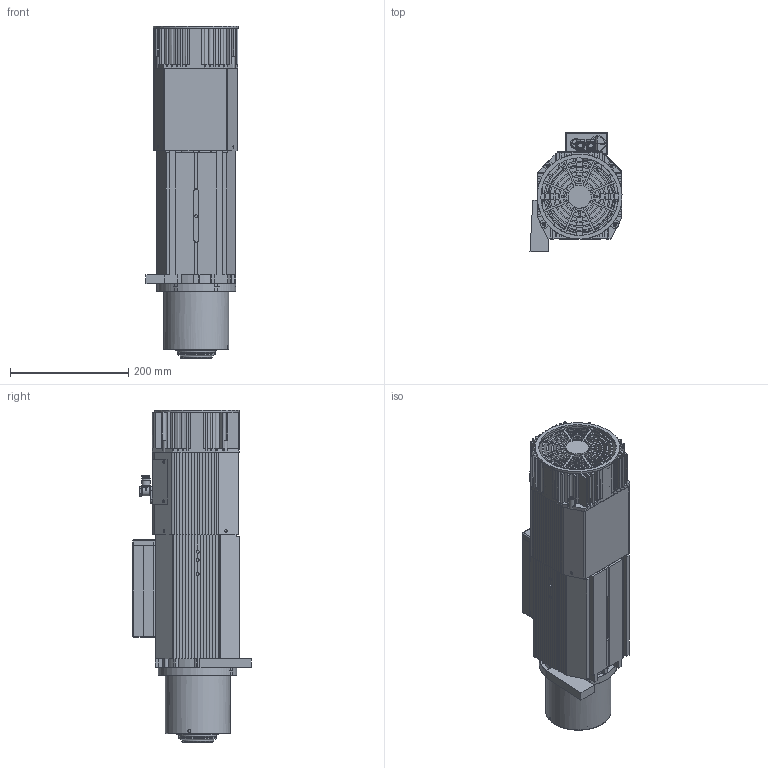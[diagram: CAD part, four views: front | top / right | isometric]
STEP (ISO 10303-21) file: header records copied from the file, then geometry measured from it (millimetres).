
FILE_DESCRIPTION(/* description */ (''),/* implementation_level */ '2;1');
FILE_NAME(/* name */ 'GDL70-24Z-12I-4 Long nose.stp',/* time_stamp */ '2021-05-10T13:53:09+08:00',/* author */ (''),/* organization */ (''),/* preprocessor_version */ 'ST-DEVELOPER v16',/* originating_system */ 'SIEMENS PLM Software NX 10.0',/* authorisation */ '');
FILE_SCHEMA (('AUTOMOTIVE_DESIGN { 1 0 10303 214 3 1 1 1 }'));
Products named in the file (19): 929jigai; 出线盒-底盒; GB-T70.1-2000,M5x10; GB-T70.1-2000,M6x20; 出线盒-锁紧盖; 出线盒-盒盖; 连接体盖板; rc1 8-4; Rc18气嘴; 风罩盖; 风罩体; 风罩连接体; 拉钉套钢球; 气嘴座; 机壳; 密封盖; 前盖; 一体端盖（长头）; 929总装
Assembly tree (20 placements, depth 2):
  929总装
    一体端盖（长头）
    前盖
    密封盖
    机壳
    气嘴座
    拉钉套钢球  x2
    风罩连接体
    风罩体
    风罩盖
    Rc18气嘴  x2
    rc1 8-4
    连接体盖板
    出线盒-盒盖
    出线盒-锁紧盖
    GB-T70.1-2000,M6x20
    GB-T70.1-2000,M5x10
    出线盒-底盒
    929jigai
Bounding box: 155.54 x 201 x 560.9 mm (x, y, z)
Volume: 3785912 mm3; surface area: 1121352.1 mm2
Topology: 22 solids, 22 shells, 2134 faces, 5934 edges, 3875 vertices
Faces by surface type: plane 1181, cylinder 686, cone 202, extrusion 31, torus 15, bspline 12, sphere 7
Full cylindrical faces by diameter (mm): 1.5 x6, 2 x1, 2.5 x1, 3.3 x32, 3.6 x2, 4 x6, 4.2 x24, 4.5 x11, 4.826 x1, 5 x43, 5.795 x1, 6.3 x12, 6.5 x1, 7 x2, 7.5 x7, 8 x2, 8.5 x1, 8.6 x2, 8.613 x3, 9 x12, 9.5 x2, 9.8 x2, 9.9 x1, 10 x4, 10.5 x12, 10.862 x2, 11 x3, 11.713 x2, 12 x2, 12.325 x4
Entity records: 66900 total; most frequent: CARTESIAN_POINT 13790, DIRECTION 10812, ORIENTED_EDGE 10330, EDGE_CURVE 5165, AXIS2_PLACEMENT_3D 3768, VERTEX_POINT 3637, VECTOR 3276, LINE 3245
